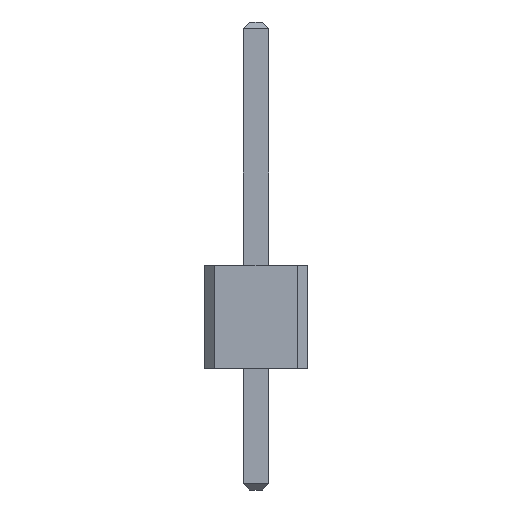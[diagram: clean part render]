
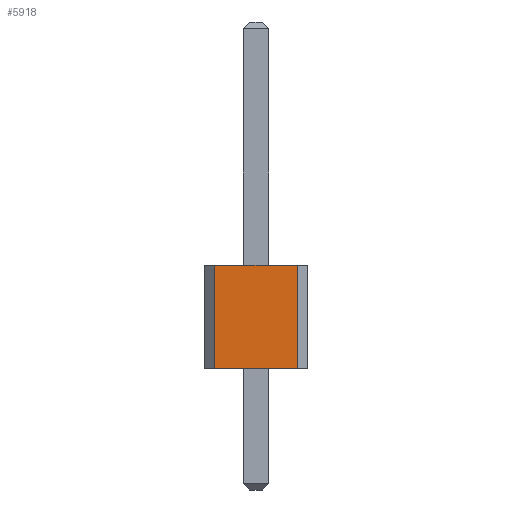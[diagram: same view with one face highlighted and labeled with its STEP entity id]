
A CAD part, front view. The second image highlights one B-rep face of the part: STEP entity #5918.
In plain terms, the highlighted planar face has unit normal (0, -1, 0).
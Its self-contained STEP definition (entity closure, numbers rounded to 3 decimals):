
#12=DIRECTION('',(0.,0.,1.));
#26=VECTOR('',#12,1.);
#88=DIRECTION('',(1.,0.,0.));
#592=VERTEX_POINT('',#593);
#593=CARTESIAN_POINT('',(-1.016,-85.09,0.));
#596=EDGE_CURVE('',#592,#597,#599,.T.);
#597=VERTEX_POINT('',#598);
#598=CARTESIAN_POINT('',(1.016,-85.09,0.));
#599=LINE('',#593,#600);
#600=VECTOR('',#88,1.);
#614=DIRECTION('',(0.,1.,0.));
#2505=VERTEX_POINT('',#2506);
#2506=CARTESIAN_POINT('',(-1.016,-85.09,2.54));
#2508=ORIENTED_EDGE('',*,*,#2509,.T.);
#2509=EDGE_CURVE('',#2505,#2510,#2512,.T.);
#2510=VERTEX_POINT('',#2511);
#2511=CARTESIAN_POINT('',(1.016,-85.09,2.54));
#2512=LINE('',#2506,#600);
#5903=EDGE_CURVE('',#592,#2505,#5904,.T.);
#5904=LINE('',#593,#26);
#5918=ADVANCED_FACE('',(#5919),#5926,.F.);
#5919=FACE_BOUND('',#5920,.F.);
#5920=EDGE_LOOP('',(#5921,#2508,#5922,#5925));
#5921=ORIENTED_EDGE('',*,*,#5903,.T.);
#5922=ORIENTED_EDGE('',*,*,#5923,.F.);
#5923=EDGE_CURVE('',#597,#2510,#5924,.T.);
#5924=LINE('',#598,#26);
#5925=ORIENTED_EDGE('',*,*,#596,.F.);
#5926=PLANE('',#5927);
#5927=AXIS2_PLACEMENT_3D('',#593,#614,#88);
